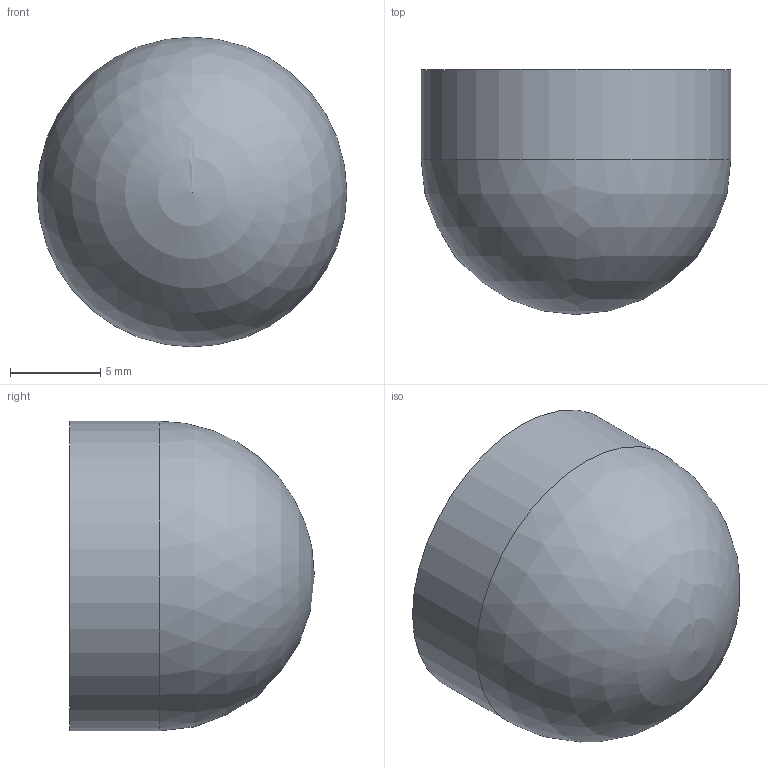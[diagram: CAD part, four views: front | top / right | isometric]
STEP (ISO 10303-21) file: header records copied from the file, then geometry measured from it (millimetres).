
FILE_DESCRIPTION(/* description */ (''),/* implementation_level */ '2;1');
FILE_NAME(/* name */ 'Az_M14_dome_cap.step',/* time_stamp */ '2020-09-09T10:23:12-04:00',/* author */ (''),/* organization */ (''),/* preprocessor_version */ 'ST-DEVELOPER v18.1',/* originating_system */ 'Autodesk Translation Framework v9.3.0.1241',/* authorisation */ '');
FILE_SCHEMA (('AUTOMOTIVE_DESIGN { 1 0 10303 214 3 1 1 }'));
Length unit declared in the file: millimetre
Products named in the file (1): M14 Dome Cap
Bounding box: 17.2 x 13.6 x 17.2 mm (x, y, z)
Volume: 1835.3 mm3; surface area: 1303.2 mm2
Topology: 1 solids, 1 shells, 13 faces, 33 edges, 22 vertices
Faces by surface type: cylinder 8, plane 2, bspline 2, sphere 1
Full cylindrical faces by diameter (mm): 12.023 x1, 14.251 x2, 17.2 x1
Entity records: 1432 total; most frequent: CARTESIAN_POINT 1112, ORIENTED_EDGE 64, DIRECTION 46, EDGE_CURVE 32, VERTEX_POINT 22, AXIS2_PLACEMENT_3D 20, B_SPLINE_CURVE_WITH_KNOTS 18, EDGE_LOOP 14
